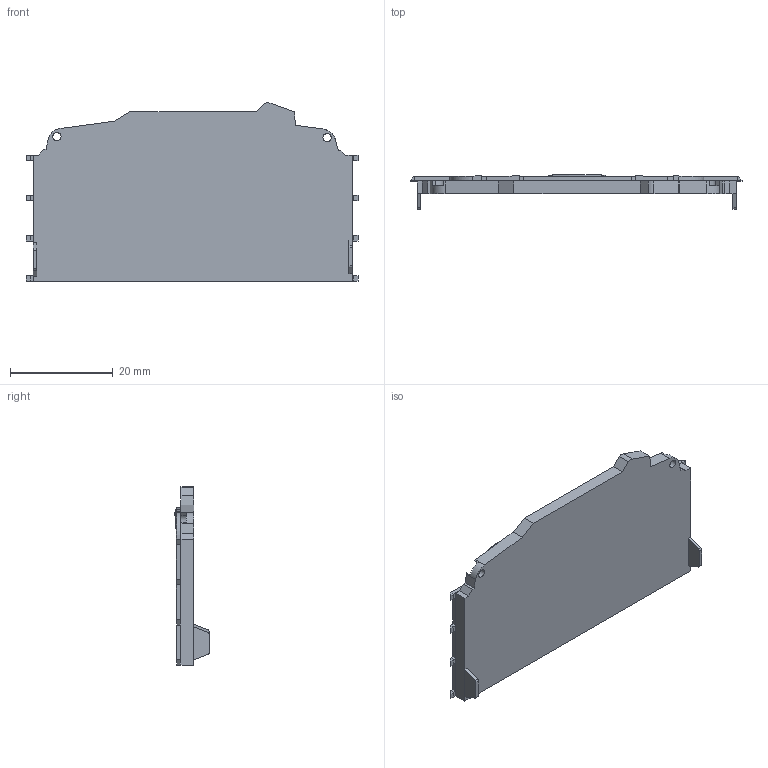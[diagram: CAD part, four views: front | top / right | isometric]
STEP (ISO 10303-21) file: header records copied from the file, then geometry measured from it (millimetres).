
FILE_DESCRIPTION(/* description */ (''),/* implementation_level */ '2;1');
FILE_NAME(/* name */ 'Keyboard.3dshapes/BB_Q10.step',/* time_stamp */ '2018-02-25T01:29:58+01:00',/* author */ (''),/* organization */ (''),/* preprocessor_version */ 'ST-DEVELOPER v16.13',/* originating_system */ 'Autodesk Translation Framework v6.5.0.72',/* authorisation */ '');
FILE_SCHEMA (('AUTOMOTIVE_DESIGN { 1 0 10303 214 3 1 1 }'));
Length unit declared in the file: millimetre
Products named in the file (1): bb10kbd
Bounding box: 64.5 x 6.71 x 34.68 mm (x, y, z)
Volume: 6353.2 mm3; surface area: 9647.6 mm2
Topology: 85 solids, 85 shells, 553 faces, 1149 edges, 766 vertices
Faces by surface type: plane 465, cylinder 88
Full cylindrical faces by diameter (mm): 1.6 x2
Entity records: 14559 total; most frequent: CARTESIAN_POINT 2469, DIRECTION 2437, ORIENTED_EDGE 2298, EDGE_CURVE 1149, LINE 969, VECTOR 969, VERTEX_POINT 766, AXIS2_PLACEMENT_3D 734
